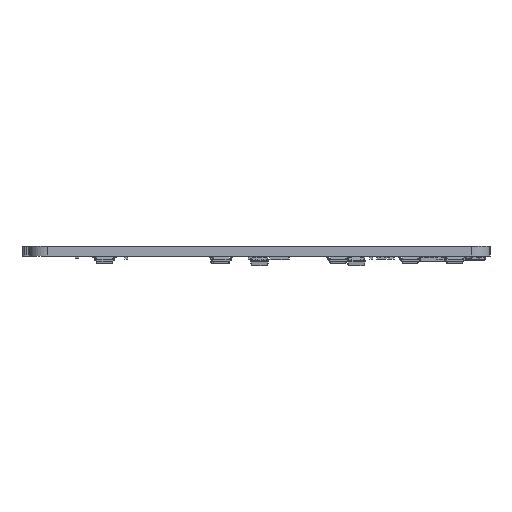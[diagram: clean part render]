
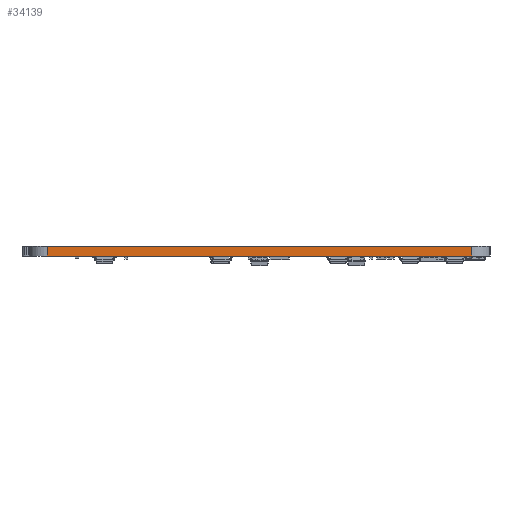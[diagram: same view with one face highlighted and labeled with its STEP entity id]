
A CAD part, left-side view. The second image highlights one B-rep face of the part: STEP entity #34139.
In plain terms, the highlighted planar face has unit normal (-1, 0, 0).
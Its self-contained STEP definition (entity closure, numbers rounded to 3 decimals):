
#27734 = VERTEX_POINT('',#27735);
#27735 = CARTESIAN_POINT('',(20.493,-26.122,0.));
#27742 = EDGE_CURVE('',#27743,#27734,#27745,.T.);
#27743 = VERTEX_POINT('',#27744);
#27744 = CARTESIAN_POINT('',(20.493,-95.339,0.));
#27745 = LINE('',#27746,#27747);
#27746 = CARTESIAN_POINT('',(20.493,-95.339,0.));
#27747 = VECTOR('',#27748,1.);
#27748 = DIRECTION('',(0.,1.,0.));
#30872 = VERTEX_POINT('',#30873);
#30873 = CARTESIAN_POINT('',(20.493,-26.122,1.6));
#30880 = EDGE_CURVE('',#30881,#30872,#30883,.T.);
#30881 = VERTEX_POINT('',#30882);
#30882 = CARTESIAN_POINT('',(20.493,-95.339,1.6));
#30883 = LINE('',#30884,#30885);
#30884 = CARTESIAN_POINT('',(20.493,-95.339,1.6));
#30885 = VECTOR('',#30886,1.);
#30886 = DIRECTION('',(0.,1.,0.));
#34109 = EDGE_CURVE('',#27734,#30872,#34110,.T.);
#34110 = LINE('',#34111,#34112);
#34111 = CARTESIAN_POINT('',(20.493,-26.122,0.));
#34112 = VECTOR('',#34113,1.);
#34113 = DIRECTION('',(0.,0.,1.));
#34139 = ADVANCED_FACE('',(#34140),#34151,.T.);
#34140 = FACE_BOUND('',#34141,.T.);
#34141 = EDGE_LOOP('',(#34142,#34148,#34149,#34150));
#34142 = ORIENTED_EDGE('',*,*,#34143,.T.);
#34143 = EDGE_CURVE('',#27743,#30881,#34144,.T.);
#34144 = LINE('',#34145,#34146);
#34145 = CARTESIAN_POINT('',(20.493,-95.339,0.));
#34146 = VECTOR('',#34147,1.);
#34147 = DIRECTION('',(0.,0.,1.));
#34148 = ORIENTED_EDGE('',*,*,#30880,.T.);
#34149 = ORIENTED_EDGE('',*,*,#34109,.F.);
#34150 = ORIENTED_EDGE('',*,*,#27742,.F.);
#34151 = PLANE('',#34152);
#34152 = AXIS2_PLACEMENT_3D('',#34153,#34154,#34155);
#34153 = CARTESIAN_POINT('',(20.493,-95.339,0.));
#34154 = DIRECTION('',(-1.,0.,0.));
#34155 = DIRECTION('',(0.,1.,0.));
